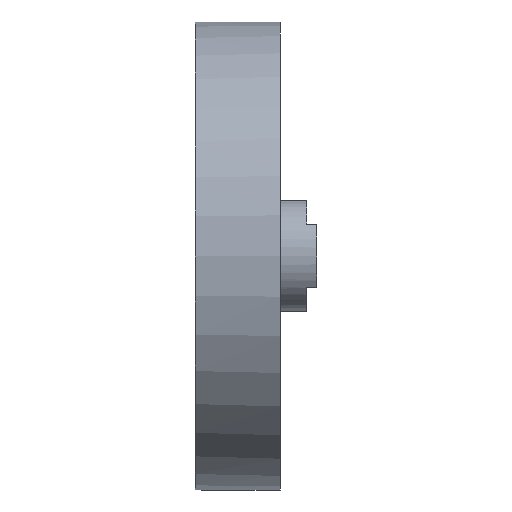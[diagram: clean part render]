
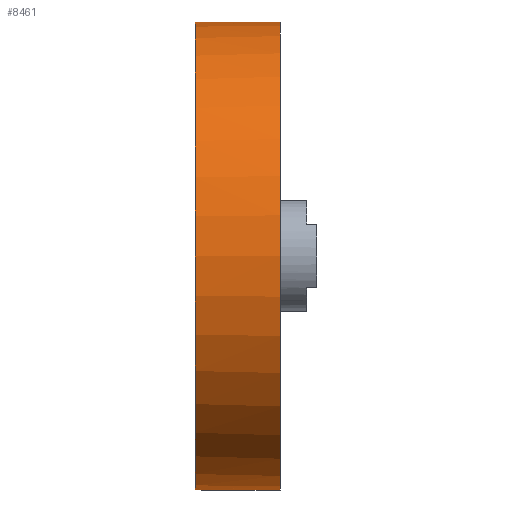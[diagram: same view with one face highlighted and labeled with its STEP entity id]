
A CAD part, left-side view. The second image highlights one B-rep face of the part: STEP entity #8461.
In plain terms, the highlighted cylindrical face has radius 34.95 mm (diameter 69.9 mm), a partial arc.
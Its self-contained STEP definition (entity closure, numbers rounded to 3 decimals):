
#13 = CARTESIAN_POINT ( 'NONE',  ( -1., 0., 34.936 ) ) ;
#178 = CIRCLE ( 'NONE', #9137, 34.95 ) ;
#198 = AXIS2_PLACEMENT_3D ( 'NONE', #11508, #11599, #6131 ) ;
#346 = CARTESIAN_POINT ( 'NONE',  ( -0.13, -1., -34.95 ) ) ;
#466 = CARTESIAN_POINT ( 'NONE',  ( -0.799, -0.615, -34.941 ) ) ;
#513 = CARTESIAN_POINT ( 'NONE',  ( 0., 0., 0. ) ) ;
#549 = VERTEX_POINT ( 'NONE', #1200 ) ;
#1188 = ORIENTED_EDGE ( 'NONE', *, *, #10807, .T. ) ;
#1200 = CARTESIAN_POINT ( 'NONE',  ( 0., -1., -34.95 ) ) ;
#1317 = DIRECTION ( 'NONE',  ( 0., 1., 0. ) ) ;
#1367 = CARTESIAN_POINT ( 'NONE',  ( -0.974, -0.262, -34.936 ) ) ;
#1396 = CARTESIAN_POINT ( 'NONE',  ( 0., -1., -34.95 ) ) ;
#1893 = VERTEX_POINT ( 'NONE', #7963 ) ;
#2328 = B_SPLINE_CURVE_WITH_KNOTS ( 'NONE', 3,
 ( #4603, #4565, #3548, #9144, #8242, #10909, #10879, #7242, #5527, #5414 ),
 .UNSPECIFIED., .F., .F.,
 ( 4, 2, 2, 2, 4 ),
 ( 0., 0., 0.001, 0.001, 0.002 ),
 .UNSPECIFIED. ) ;
#2461 = AXIS2_PLACEMENT_3D ( 'NONE', #8724, #1317, #9525 ) ;
#2464 = CIRCLE ( 'NONE', #2461, 34.95 ) ;
#2684 = EDGE_LOOP ( 'NONE', ( #3463, #10467, #1188, #7702, #6305, #8893 ) ) ;
#2852 = VECTOR ( 'NONE', #10191, 1000. ) ;
#3221 = CARTESIAN_POINT ( 'NONE',  ( -1., -0.132, -34.936 ) ) ;
#3225 = DIRECTION ( 'NONE',  ( 0., 1., 0. ) ) ;
#3403 = CARTESIAN_POINT ( 'NONE',  ( 0., -12.7, 34.95 ) ) ;
#3463 = ORIENTED_EDGE ( 'NONE', *, *, #4903, .F. ) ;
#3548 = CARTESIAN_POINT ( 'NONE',  ( -0.974, -0.262, 34.936 ) ) ;
#3675 = CARTESIAN_POINT ( 'NONE',  ( 0., -1., 34.95 ) ) ;
#3683 = EDGE_CURVE ( 'NONE', #5403, #8639, #2464, .T. ) ;
#3923 = VECTOR ( 'NONE', #11712, 1000. ) ;
#4126 = CARTESIAN_POINT ( 'NONE',  ( -0.874, -0.504, -34.939 ) ) ;
#4565 = CARTESIAN_POINT ( 'NONE',  ( -1., -0.132, 34.936 ) ) ;
#4593 = LINE ( 'NONE', #9283, #2852 ) ;
#4603 = CARTESIAN_POINT ( 'NONE',  ( -1., 0., 34.936 ) ) ;
#4740 = EDGE_CURVE ( 'NONE', #1893, #549, #8946, .T. ) ;
#4903 = EDGE_CURVE ( 'NONE', #5403, #549, #4593, .T. ) ;
#4934 = VERTEX_POINT ( 'NONE', #13 ) ;
#5109 = EDGE_CURVE ( 'NONE', #4934, #10279, #2328, .T. ) ;
#5403 = VERTEX_POINT ( 'NONE', #10521 ) ;
#5414 = CARTESIAN_POINT ( 'NONE',  ( 0., -1., 34.95 ) ) ;
#5527 = CARTESIAN_POINT ( 'NONE',  ( -0.13, -1., 34.95 ) ) ;
#5562 = CARTESIAN_POINT ( 'NONE',  ( 0., -12.7, 34.95 ) ) ;
#5921 = CARTESIAN_POINT ( 'NONE',  ( -0.503, -0.874, -34.947 ) ) ;
#6131 = DIRECTION ( 'NONE',  ( 0., 0., 1. ) ) ;
#6305 = ORIENTED_EDGE ( 'NONE', *, *, #9986, .F. ) ;
#7242 = CARTESIAN_POINT ( 'NONE',  ( -0.262, -0.974, 34.949 ) ) ;
#7702 = ORIENTED_EDGE ( 'NONE', *, *, #5109, .F. ) ;
#7789 = CARTESIAN_POINT ( 'NONE',  ( -0.262, -0.974, -34.949 ) ) ;
#7963 = CARTESIAN_POINT ( 'NONE',  ( -1., 0., -34.936 ) ) ;
#8242 = CARTESIAN_POINT ( 'NONE',  ( -0.799, -0.615, 34.941 ) ) ;
#8461 = ADVANCED_FACE ( 'NONE', ( #9335 ), #11440, .T. ) ;
#8639 = VERTEX_POINT ( 'NONE', #5562 ) ;
#8724 = CARTESIAN_POINT ( 'NONE',  ( 0., -12.7, 0. ) ) ;
#8893 = ORIENTED_EDGE ( 'NONE', *, *, #4740, .T. ) ;
#8946 = B_SPLINE_CURVE_WITH_KNOTS ( 'NONE', 3,
 ( #9576, #3221, #1367, #4126, #466, #11430, #5921, #7789, #346, #1396 ),
 .UNSPECIFIED., .F., .F.,
 ( 4, 2, 2, 2, 4 ),
 ( 0., 0., 0.001, 0.001, 0.002 ),
 .UNSPECIFIED. ) ;
#9137 = AXIS2_PLACEMENT_3D ( 'NONE', #513, #3225, #11434 ) ;
#9144 = CARTESIAN_POINT ( 'NONE',  ( -0.874, -0.504, 34.939 ) ) ;
#9283 = CARTESIAN_POINT ( 'NONE',  ( 0., -12.7, -34.95 ) ) ;
#9335 = FACE_OUTER_BOUND ( 'NONE', #2684, .T. ) ;
#9525 = DIRECTION ( 'NONE',  ( 0., 0., 1. ) ) ;
#9576 = CARTESIAN_POINT ( 'NONE',  ( -1., 0., -34.936 ) ) ;
#9986 = EDGE_CURVE ( 'NONE', #1893, #4934, #178, .T. ) ;
#10033 = LINE ( 'NONE', #3403, #3923 ) ;
#10191 = DIRECTION ( 'NONE',  ( 0., 1., 0. ) ) ;
#10279 = VERTEX_POINT ( 'NONE', #3675 ) ;
#10467 = ORIENTED_EDGE ( 'NONE', *, *, #3683, .T. ) ;
#10521 = CARTESIAN_POINT ( 'NONE',  ( 0., -12.7, -34.95 ) ) ;
#10807 = EDGE_CURVE ( 'NONE', #8639, #10279, #10033, .T. ) ;
#10879 = CARTESIAN_POINT ( 'NONE',  ( -0.503, -0.874, 34.947 ) ) ;
#10909 = CARTESIAN_POINT ( 'NONE',  ( -0.615, -0.8, 34.945 ) ) ;
#11430 = CARTESIAN_POINT ( 'NONE',  ( -0.615, -0.8, -34.945 ) ) ;
#11434 = DIRECTION ( 'NONE',  ( 0., 0., 1. ) ) ;
#11440 = CYLINDRICAL_SURFACE ( 'NONE', #198, 34.95 ) ;
#11508 = CARTESIAN_POINT ( 'NONE',  ( 0., -12.7, 0. ) ) ;
#11599 = DIRECTION ( 'NONE',  ( 0., 1., 0. ) ) ;
#11712 = DIRECTION ( 'NONE',  ( 0., 1., 0. ) ) ;
